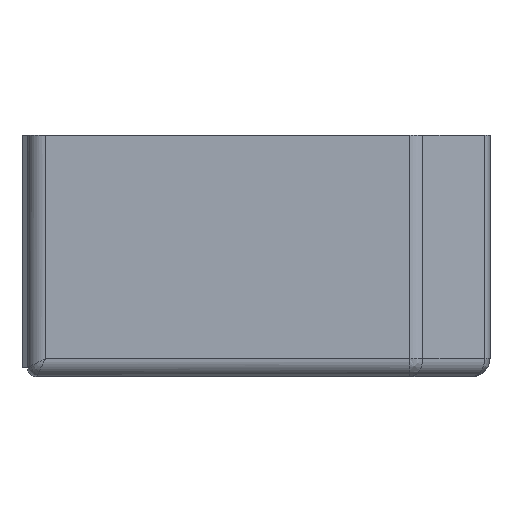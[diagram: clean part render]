
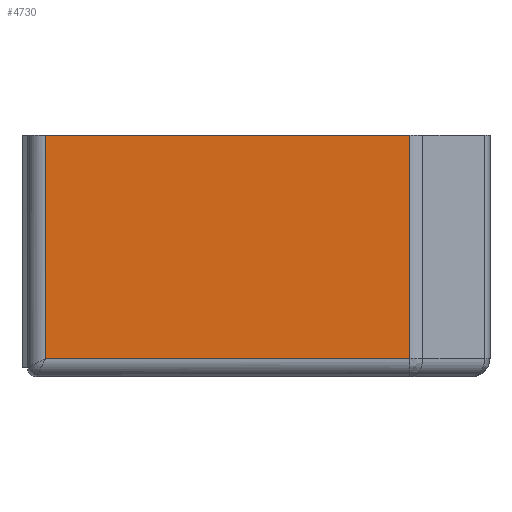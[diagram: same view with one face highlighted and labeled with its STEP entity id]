
A CAD part, left-side view. The second image highlights one B-rep face of the part: STEP entity #4730.
In plain terms, the highlighted planar face has unit normal (-1, 0, 0).
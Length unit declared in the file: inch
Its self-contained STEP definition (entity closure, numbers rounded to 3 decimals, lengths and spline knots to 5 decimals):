
#87 = VERTEX_POINT ( 'NONE', #7774 ) ;
#88 = LINE ( 'NONE', #4308, #11119 ) ;
#287 = FACE_OUTER_BOUND ( 'NONE', #9310, .T. ) ;
#772 = LINE ( 'NONE', #13739, #14697 ) ;
#912 = CARTESIAN_POINT ( 'NONE',  ( 0., 0.96457, 0.52362 ) ) ;
#1699 = AXIS2_PLACEMENT_3D ( 'NONE', #2203, #16914, #7656 ) ;
#1785 = ORIENTED_EDGE ( 'NONE', *, *, #4024, .F. ) ;
#1819 = CARTESIAN_POINT ( 'NONE',  ( 0., 0.96457, 0.03937 ) ) ;
#2037 = VECTOR ( 'NONE', #15230, 39.37008 ) ;
#2154 = PLANE ( 'NONE',  #1699 ) ;
#2203 = CARTESIAN_POINT ( 'NONE',  ( 0., 0.15748, 0.52362 ) ) ;
#2840 = EDGE_CURVE ( 'NONE', #7000, #15494, #12620, .T. ) ;
#3890 = VECTOR ( 'NONE', #16213, 39.37008 ) ;
#4024 = EDGE_CURVE ( 'NONE', #87, #8943, #88, .T. ) ;
#4308 = CARTESIAN_POINT ( 'NONE',  ( 0., 0.15748, 0.03937 ) ) ;
#4505 = LINE ( 'NONE', #6956, #3890 ) ;
#4730 = ADVANCED_FACE ( 'NONE', ( #287 ), #2154, .F. ) ;
#5871 = CARTESIAN_POINT ( 'NONE',  ( 0., 0.17379, 0.52362 ) ) ;
#6917 = DIRECTION ( 'NONE',  ( 0., 1., 0. ) ) ;
#6956 = CARTESIAN_POINT ( 'NONE',  ( 0., 0.96457, 0.52362 ) ) ;
#7000 = VERTEX_POINT ( 'NONE', #912 ) ;
#7656 = DIRECTION ( 'NONE',  ( 0., 1., 0. ) ) ;
#7774 = CARTESIAN_POINT ( 'NONE',  ( 0., 0.17379, 0.03937 ) ) ;
#8483 = CARTESIAN_POINT ( 'NONE',  ( 0., 0., 0.52362 ) ) ;
#8793 = ORIENTED_EDGE ( 'NONE', *, *, #2840, .F. ) ;
#8943 = VERTEX_POINT ( 'NONE', #1819 ) ;
#9310 = EDGE_LOOP ( 'NONE', ( #13759, #8793, #17200, #1785 ) ) ;
#11119 = VECTOR ( 'NONE', #6917, 39.37008 ) ;
#12276 = EDGE_CURVE ( 'NONE', #15494, #87, #772, .T. ) ;
#12403 = DIRECTION ( 'NONE',  ( 0., 0., -1. ) ) ;
#12620 = LINE ( 'NONE', #8483, #2037 ) ;
#13739 = CARTESIAN_POINT ( 'NONE',  ( 0., 0.17379, 0.52362 ) ) ;
#13759 = ORIENTED_EDGE ( 'NONE', *, *, #12276, .F. ) ;
#14697 = VECTOR ( 'NONE', #12403, 39.37008 ) ;
#15230 = DIRECTION ( 'NONE',  ( 0., -1., 0. ) ) ;
#15494 = VERTEX_POINT ( 'NONE', #5871 ) ;
#15785 = EDGE_CURVE ( 'NONE', #8943, #7000, #4505, .T. ) ;
#16213 = DIRECTION ( 'NONE',  ( 0., 0., 1. ) ) ;
#16914 = DIRECTION ( 'NONE',  ( 1., 0., 0. ) ) ;
#17200 = ORIENTED_EDGE ( 'NONE', *, *, #15785, .F. ) ;
